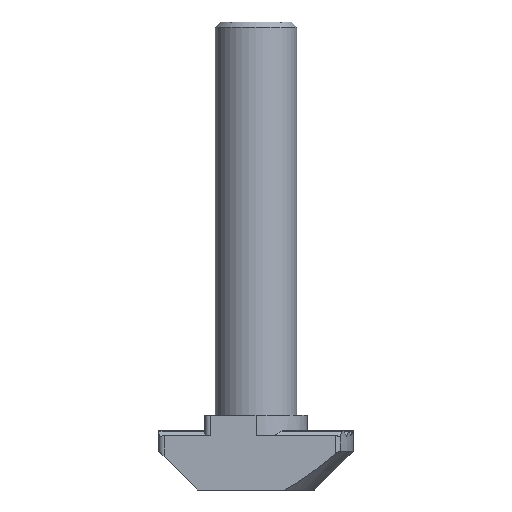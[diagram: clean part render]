
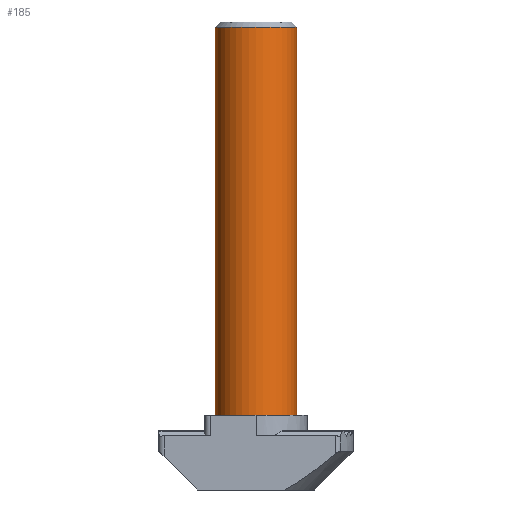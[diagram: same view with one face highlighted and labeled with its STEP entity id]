
A CAD part, front view. The second image highlights one B-rep face of the part: STEP entity #185.
In plain terms, the highlighted cylindrical face has radius 4 mm (diameter 8 mm), a partial arc.
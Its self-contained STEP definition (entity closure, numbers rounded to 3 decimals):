
#56 = EDGE_CURVE ( 'NONE', #1967, #1891, #1203, .T. ) ;
#72 = AXIS2_PLACEMENT_3D ( 'NONE', #2104, #2082, #2219 ) ;
#107 = AXIS2_PLACEMENT_3D ( 'NONE', #1017, #2338, #2301 ) ;
#129 = EDGE_CURVE ( 'NONE', #1221, #955, #1391, .T. ) ;
#184 = ORIENTED_EDGE ( 'NONE', *, *, #129, .T. ) ;
#185 = ADVANCED_FACE ( 'NONE', ( #1819 ), #505, .T. ) ;
#204 = EDGE_CURVE ( 'NONE', #1967, #1221, #1030, .T. ) ;
#440 = EDGE_LOOP ( 'NONE', ( #1251, #1321, #184, #1493 ) ) ;
#505 = CYLINDRICAL_SURFACE ( 'NONE', #107, 4. ) ;
#626 = DIRECTION ( 'NONE',  ( 0., 0., -1. ) ) ;
#748 = VECTOR ( 'NONE', #626, 1000. ) ;
#773 = CARTESIAN_POINT ( 'NONE',  ( -4., 0., -1.509 ) ) ;
#807 = CIRCLE ( 'NONE', #1572, 4. ) ;
#909 = CARTESIAN_POINT ( 'NONE',  ( -4., 0., 45.307 ) ) ;
#955 = VERTEX_POINT ( 'NONE', #2105 ) ;
#1017 = CARTESIAN_POINT ( 'NONE',  ( 0., 0., -1.509 ) ) ;
#1030 = CIRCLE ( 'NONE', #72, 4. ) ;
#1074 = EDGE_CURVE ( 'NONE', #955, #1891, #807, .T. ) ;
#1203 = LINE ( 'NONE', #1992, #1539 ) ;
#1221 = VERTEX_POINT ( 'NONE', #909 ) ;
#1251 = ORIENTED_EDGE ( 'NONE', *, *, #56, .F. ) ;
#1321 = ORIENTED_EDGE ( 'NONE', *, *, #204, .T. ) ;
#1391 = LINE ( 'NONE', #773, #748 ) ;
#1493 = ORIENTED_EDGE ( 'NONE', *, *, #1074, .T. ) ;
#1539 = VECTOR ( 'NONE', #2058, 1000. ) ;
#1572 = AXIS2_PLACEMENT_3D ( 'NONE', #2234, #2226, #2214 ) ;
#1637 = CARTESIAN_POINT ( 'NONE',  ( 4., 0., 45.307 ) ) ;
#1819 = FACE_OUTER_BOUND ( 'NONE', #440, .T. ) ;
#1891 = VERTEX_POINT ( 'NONE', #2193 ) ;
#1967 = VERTEX_POINT ( 'NONE', #1637 ) ;
#1992 = CARTESIAN_POINT ( 'NONE',  ( 4., 0., -1.509 ) ) ;
#2058 = DIRECTION ( 'NONE',  ( 0., 0., -1. ) ) ;
#2082 = DIRECTION ( 'NONE',  ( 0., 0., -1. ) ) ;
#2104 = CARTESIAN_POINT ( 'NONE',  ( 0., 0., 45.307 ) ) ;
#2105 = CARTESIAN_POINT ( 'NONE',  ( -4., 0., 7.3 ) ) ;
#2193 = CARTESIAN_POINT ( 'NONE',  ( 4., 0., 7.3 ) ) ;
#2214 = DIRECTION ( 'NONE',  ( -1., 0., 0. ) ) ;
#2219 = DIRECTION ( 'NONE',  ( -1., 0., 0. ) ) ;
#2226 = DIRECTION ( 'NONE',  ( 0., 0., 1. ) ) ;
#2234 = CARTESIAN_POINT ( 'NONE',  ( 0., 0., 7.3 ) ) ;
#2301 = DIRECTION ( 'NONE',  ( -1., 0., 0. ) ) ;
#2338 = DIRECTION ( 'NONE',  ( 0., 0., -1. ) ) ;
